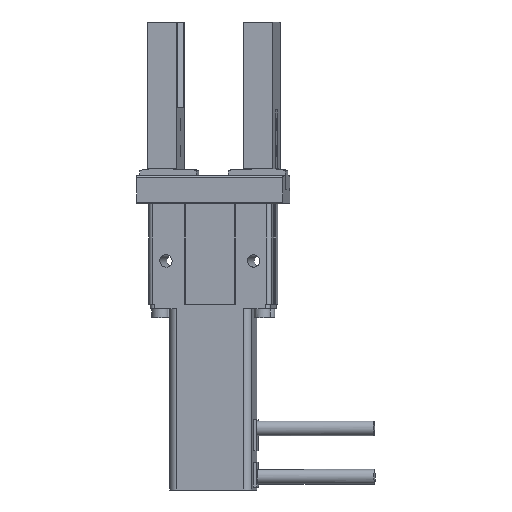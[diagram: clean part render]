
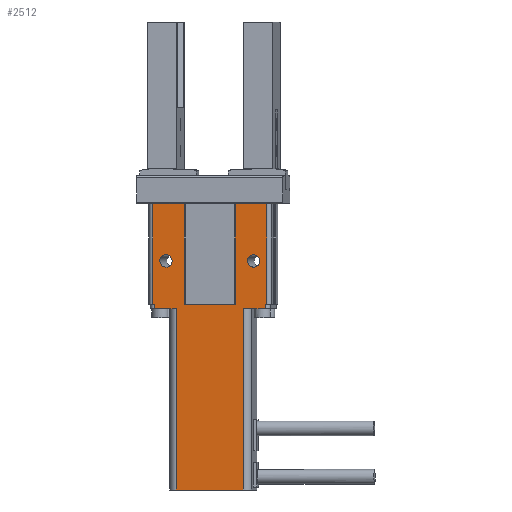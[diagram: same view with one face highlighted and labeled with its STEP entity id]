
A CAD part, front view. The second image highlights one B-rep face of the part: STEP entity #2512.
In plain terms, the highlighted face is planar.
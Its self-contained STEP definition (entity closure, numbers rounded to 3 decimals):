
#1464=CARTESIAN_POINT('Vertex',(-11.5,-28.5,-16.3)) ;
#1467=CARTESIAN_POINT('Line Origine',(-15.25,-28.5,-16.3)) ;
#1471=CARTESIAN_POINT('Vertex',(-19.,-28.5,-16.3)) ;
#1616=CARTESIAN_POINT('Vertex',(-19.,-28.5,-14.8)) ;
#1619=CARTESIAN_POINT('Line Origine',(-19.25,-28.5,-14.8)) ;
#1623=CARTESIAN_POINT('Vertex',(-19.5,-28.5,-14.8)) ;
#1666=CARTESIAN_POINT('Line Origine',(19.25,-28.5,-14.8)) ;
#1670=CARTESIAN_POINT('Vertex',(19.,-28.5,-14.8)) ;
#1672=CARTESIAN_POINT('Vertex',(19.5,-28.5,-14.8)) ;
#2240=CARTESIAN_POINT('Line Origine',(-19.5,-28.5,2.35)) ;
#2244=CARTESIAN_POINT('Vertex',(-19.5,-28.5,19.5)) ;
#2276=CARTESIAN_POINT('Vertex',(-8.78,-28.5,-14.8)) ;
#2292=CARTESIAN_POINT('Vertex',(-8.78,-28.5,19.5)) ;
#2295=CARTESIAN_POINT('Line Origine',(-8.78,-28.5,2.35)) ;
#2347=CARTESIAN_POINT('Vertex',(8.78,-28.5,-14.8)) ;
#2350=CARTESIAN_POINT('Line Origine',(8.78,-28.5,2.35)) ;
#2354=CARTESIAN_POINT('Vertex',(8.78,-28.5,19.5)) ;
#2369=CARTESIAN_POINT('Axis2P3D Location',(8.78,-28.5,19.5)) ;
#2374=CARTESIAN_POINT('Line Origine',(0.,-28.5,-14.8)) ;
#2379=CARTESIAN_POINT('Line Origine',(-14.14,-28.5,19.5)) ;
#2384=CARTESIAN_POINT('Line Origine',(-19.,-28.5,-15.55)) ;
#2389=CARTESIAN_POINT('Line Origine',(-11.5,-28.5,-47.2)) ;
#2393=CARTESIAN_POINT('Vertex',(-11.5,-28.5,-78.1)) ;
#2396=CARTESIAN_POINT('Line Origine',(0.,-28.5,-78.1)) ;
#2400=CARTESIAN_POINT('Vertex',(11.5,-28.5,-78.1)) ;
#2403=CARTESIAN_POINT('Line Origine',(11.5,-28.5,-47.2)) ;
#2407=CARTESIAN_POINT('Vertex',(11.5,-28.5,-16.3)) ;
#2410=CARTESIAN_POINT('Line Origine',(15.25,-28.5,-16.3)) ;
#2414=CARTESIAN_POINT('Vertex',(19.,-28.5,-16.3)) ;
#2417=CARTESIAN_POINT('Line Origine',(19.,-28.5,-15.55)) ;
#2422=CARTESIAN_POINT('Line Origine',(19.5,-28.5,2.35)) ;
#2426=CARTESIAN_POINT('Vertex',(19.5,-28.5,19.5)) ;
#2429=CARTESIAN_POINT('Line Origine',(14.14,-28.5,19.5)) ;
#2453=CARTESIAN_POINT('Control Point',(-15.,-28.5,2.1)) ;
#2454=CARTESIAN_POINT('Control Point',(-15.66,-28.5,2.1)) ;
#2455=CARTESIAN_POINT('Control Point',(-16.32,-28.5,1.842)) ;
#2456=CARTESIAN_POINT('Control Point',(-16.842,-28.5,1.32)) ;
#2457=CARTESIAN_POINT('Control Point',(-17.358,-28.5,0.)) ;
#2458=CARTESIAN_POINT('Control Point',(-16.842,-28.5,-1.32)) ;
#2459=CARTESIAN_POINT('Control Point',(-16.32,-28.5,-1.842)) ;
#2460=CARTESIAN_POINT('Control Point',(-15.66,-28.5,-2.1)) ;
#2461=CARTESIAN_POINT('Control Point',(-15.,-28.5,-2.1)) ;
#2462=CARTESIAN_POINT('Vertex',(-15.,-28.5,2.1)) ;
#2464=CARTESIAN_POINT('Vertex',(-15.,-28.5,-2.1)) ;
#2468=CARTESIAN_POINT('Control Point',(-15.,-28.5,-2.1)) ;
#2469=CARTESIAN_POINT('Control Point',(-14.34,-28.5,-2.1)) ;
#2470=CARTESIAN_POINT('Control Point',(-13.68,-28.5,-1.842)) ;
#2471=CARTESIAN_POINT('Control Point',(-13.158,-28.5,-1.32)) ;
#2472=CARTESIAN_POINT('Control Point',(-12.642,-28.5,0.)) ;
#2473=CARTESIAN_POINT('Control Point',(-13.158,-28.5,1.32)) ;
#2474=CARTESIAN_POINT('Control Point',(-13.68,-28.5,1.842)) ;
#2475=CARTESIAN_POINT('Control Point',(-14.34,-28.5,2.1)) ;
#2476=CARTESIAN_POINT('Control Point',(-15.,-28.5,2.1)) ;
#2483=CARTESIAN_POINT('Control Point',(15.,-28.5,2.1)) ;
#2484=CARTESIAN_POINT('Control Point',(14.34,-28.5,2.1)) ;
#2485=CARTESIAN_POINT('Control Point',(13.68,-28.5,1.842)) ;
#2486=CARTESIAN_POINT('Control Point',(13.158,-28.5,1.32)) ;
#2487=CARTESIAN_POINT('Control Point',(12.642,-28.5,0.)) ;
#2488=CARTESIAN_POINT('Control Point',(13.158,-28.5,-1.32)) ;
#2489=CARTESIAN_POINT('Control Point',(13.68,-28.5,-1.842)) ;
#2490=CARTESIAN_POINT('Control Point',(14.34,-28.5,-2.1)) ;
#2491=CARTESIAN_POINT('Control Point',(15.,-28.5,-2.1)) ;
#2492=CARTESIAN_POINT('Vertex',(15.,-28.5,2.1)) ;
#2494=CARTESIAN_POINT('Vertex',(15.,-28.5,-2.1)) ;
#2498=CARTESIAN_POINT('Control Point',(15.,-28.5,-2.1)) ;
#2499=CARTESIAN_POINT('Control Point',(15.66,-28.5,-2.1)) ;
#2500=CARTESIAN_POINT('Control Point',(16.32,-28.5,-1.842)) ;
#2501=CARTESIAN_POINT('Control Point',(16.842,-28.5,-1.32)) ;
#2502=CARTESIAN_POINT('Control Point',(17.358,-28.5,0.)) ;
#2503=CARTESIAN_POINT('Control Point',(16.842,-28.5,1.32)) ;
#2504=CARTESIAN_POINT('Control Point',(16.32,-28.5,1.842)) ;
#2505=CARTESIAN_POINT('Control Point',(15.66,-28.5,2.1)) ;
#2506=CARTESIAN_POINT('Control Point',(15.,-28.5,2.1)) ;
#1468=DIRECTION('Vector Direction',(1.,0.,0.)) ;
#1620=DIRECTION('Vector Direction',(1.,0.,0.)) ;
#1667=DIRECTION('Vector Direction',(1.,0.,0.)) ;
#2241=DIRECTION('Vector Direction',(0.,0.,-1.)) ;
#2296=DIRECTION('Vector Direction',(0.,0.,-1.)) ;
#2351=DIRECTION('Vector Direction',(0.,0.,-1.)) ;
#2370=DIRECTION('Axis2P3D Direction',(0.,1.,0.)) ;
#2371=DIRECTION('Axis2P3D XDirection',(0.,0.,1.)) ;
#2375=DIRECTION('Vector Direction',(1.,0.,0.)) ;
#2380=DIRECTION('Vector Direction',(1.,0.,0.)) ;
#2385=DIRECTION('Vector Direction',(0.,0.,1.)) ;
#2390=DIRECTION('Vector Direction',(0.,0.,1.)) ;
#2397=DIRECTION('Vector Direction',(1.,0.,0.)) ;
#2404=DIRECTION('Vector Direction',(0.,0.,1.)) ;
#2411=DIRECTION('Vector Direction',(1.,0.,0.)) ;
#2418=DIRECTION('Vector Direction',(0.,0.,1.)) ;
#2423=DIRECTION('Vector Direction',(0.,0.,-1.)) ;
#2430=DIRECTION('Vector Direction',(1.,0.,0.)) ;
#2372=AXIS2_PLACEMENT_3D('Plane Axis2P3D',#2369,#2370,#2371) ;
#2435=ORIENTED_EDGE('',*,*,#2356,.T.) ;
#2436=ORIENTED_EDGE('',*,*,#2378,.F.) ;
#2437=ORIENTED_EDGE('',*,*,#2299,.F.) ;
#2438=ORIENTED_EDGE('',*,*,#2383,.F.) ;
#2439=ORIENTED_EDGE('',*,*,#2246,.T.) ;
#2440=ORIENTED_EDGE('',*,*,#1625,.T.) ;
#2441=ORIENTED_EDGE('',*,*,#2388,.F.) ;
#2442=ORIENTED_EDGE('',*,*,#1473,.T.) ;
#2443=ORIENTED_EDGE('',*,*,#2395,.F.) ;
#2444=ORIENTED_EDGE('',*,*,#2402,.T.) ;
#2445=ORIENTED_EDGE('',*,*,#2409,.T.) ;
#2446=ORIENTED_EDGE('',*,*,#2416,.T.) ;
#2447=ORIENTED_EDGE('',*,*,#2421,.T.) ;
#2448=ORIENTED_EDGE('',*,*,#1674,.T.) ;
#2449=ORIENTED_EDGE('',*,*,#2428,.F.) ;
#2450=ORIENTED_EDGE('',*,*,#2433,.F.) ;
#2479=ORIENTED_EDGE('',*,*,#2466,.F.) ;
#2480=ORIENTED_EDGE('',*,*,#2477,.F.) ;
#2509=ORIENTED_EDGE('',*,*,#2496,.F.) ;
#2510=ORIENTED_EDGE('',*,*,#2507,.F.) ;
#2481=FACE_BOUND('',#2478,.T.) ;
#2511=FACE_BOUND('',#2508,.T.) ;
#1469=VECTOR('Line Direction',#1468,1.) ;
#1621=VECTOR('Line Direction',#1620,1.) ;
#1668=VECTOR('Line Direction',#1667,1.) ;
#2242=VECTOR('Line Direction',#2241,1.) ;
#2297=VECTOR('Line Direction',#2296,1.) ;
#2352=VECTOR('Line Direction',#2351,1.) ;
#2376=VECTOR('Line Direction',#2375,1.) ;
#2381=VECTOR('Line Direction',#2380,1.) ;
#2386=VECTOR('Line Direction',#2385,1.) ;
#2391=VECTOR('Line Direction',#2390,1.) ;
#2398=VECTOR('Line Direction',#2397,1.) ;
#2405=VECTOR('Line Direction',#2404,1.) ;
#2412=VECTOR('Line Direction',#2411,1.) ;
#2419=VECTOR('Line Direction',#2418,1.) ;
#2424=VECTOR('Line Direction',#2423,1.) ;
#2431=VECTOR('Line Direction',#2430,1.) ;
#2512=ADVANCED_FACE('Geometry.1',(#2451,#2481,#2511),#2373,.F.) ;
#2452=B_SPLINE_CURVE_WITH_KNOTS('',5,(#2453,#2454,#2455,#2456,#2457,#2458,#2459,#2460,#2461),.UNSPECIFIED.,.F.,.U.,(6,3,6),(0.,3.524,7.048),.UNSPECIFIED.) ;
#2467=B_SPLINE_CURVE_WITH_KNOTS('',5,(#2468,#2469,#2470,#2471,#2472,#2473,#2474,#2475,#2476),.UNSPECIFIED.,.F.,.U.,(6,3,6),(0.,3.524,7.048),.UNSPECIFIED.) ;
#2482=B_SPLINE_CURVE_WITH_KNOTS('',5,(#2483,#2484,#2485,#2486,#2487,#2488,#2489,#2490,#2491),.UNSPECIFIED.,.F.,.U.,(6,3,6),(0.,3.524,7.048),.UNSPECIFIED.) ;
#2497=B_SPLINE_CURVE_WITH_KNOTS('',5,(#2498,#2499,#2500,#2501,#2502,#2503,#2504,#2505,#2506),.UNSPECIFIED.,.F.,.U.,(6,3,6),(0.,3.524,7.048),.UNSPECIFIED.) ;
#1473=EDGE_CURVE('',#1472,#1465,#1470,.T.) ;
#1625=EDGE_CURVE('',#1624,#1617,#1622,.T.) ;
#1674=EDGE_CURVE('',#1671,#1673,#1669,.T.) ;
#2246=EDGE_CURVE('',#2245,#1624,#2243,.T.) ;
#2299=EDGE_CURVE('',#2293,#2277,#2298,.T.) ;
#2356=EDGE_CURVE('',#2355,#2348,#2353,.T.) ;
#2378=EDGE_CURVE('',#2277,#2348,#2377,.T.) ;
#2383=EDGE_CURVE('',#2245,#2293,#2382,.T.) ;
#2388=EDGE_CURVE('',#1472,#1617,#2387,.T.) ;
#2395=EDGE_CURVE('',#2394,#1465,#2392,.T.) ;
#2402=EDGE_CURVE('',#2394,#2401,#2399,.T.) ;
#2409=EDGE_CURVE('',#2401,#2408,#2406,.T.) ;
#2416=EDGE_CURVE('',#2408,#2415,#2413,.T.) ;
#2421=EDGE_CURVE('',#2415,#1671,#2420,.T.) ;
#2428=EDGE_CURVE('',#2427,#1673,#2425,.T.) ;
#2433=EDGE_CURVE('',#2355,#2427,#2432,.T.) ;
#2466=EDGE_CURVE('',#2463,#2465,#2452,.T.) ;
#2477=EDGE_CURVE('',#2465,#2463,#2467,.T.) ;
#2496=EDGE_CURVE('',#2493,#2495,#2482,.T.) ;
#2507=EDGE_CURVE('',#2495,#2493,#2497,.T.) ;
#2434=EDGE_LOOP('',(#2435,#2436,#2437,#2438,#2439,#2440,#2441,#2442,#2443,#2444,#2445,#2446,#2447,#2448,#2449,#2450)) ;
#2478=EDGE_LOOP('',(#2479,#2480)) ;
#2508=EDGE_LOOP('',(#2509,#2510)) ;
#2451=FACE_OUTER_BOUND('',#2434,.T.) ;
#1470=LINE('Line',#1467,#1469) ;
#1622=LINE('Line',#1619,#1621) ;
#1669=LINE('Line',#1666,#1668) ;
#2243=LINE('Line',#2240,#2242) ;
#2298=LINE('Line',#2295,#2297) ;
#2353=LINE('Line',#2350,#2352) ;
#2377=LINE('Line',#2374,#2376) ;
#2382=LINE('Line',#2379,#2381) ;
#2387=LINE('Line',#2384,#2386) ;
#2392=LINE('Line',#2389,#2391) ;
#2399=LINE('Line',#2396,#2398) ;
#2406=LINE('Line',#2403,#2405) ;
#2413=LINE('Line',#2410,#2412) ;
#2420=LINE('Line',#2417,#2419) ;
#2425=LINE('Line',#2422,#2424) ;
#2432=LINE('Line',#2429,#2431) ;
#2373=PLANE('',#2372) ;
#1465=VERTEX_POINT('',#1464) ;
#1472=VERTEX_POINT('',#1471) ;
#1617=VERTEX_POINT('',#1616) ;
#1624=VERTEX_POINT('',#1623) ;
#1671=VERTEX_POINT('',#1670) ;
#1673=VERTEX_POINT('',#1672) ;
#2245=VERTEX_POINT('',#2244) ;
#2277=VERTEX_POINT('',#2276) ;
#2293=VERTEX_POINT('',#2292) ;
#2348=VERTEX_POINT('',#2347) ;
#2355=VERTEX_POINT('',#2354) ;
#2394=VERTEX_POINT('',#2393) ;
#2401=VERTEX_POINT('',#2400) ;
#2408=VERTEX_POINT('',#2407) ;
#2415=VERTEX_POINT('',#2414) ;
#2427=VERTEX_POINT('',#2426) ;
#2463=VERTEX_POINT('',#2462) ;
#2465=VERTEX_POINT('',#2464) ;
#2493=VERTEX_POINT('',#2492) ;
#2495=VERTEX_POINT('',#2494) ;
